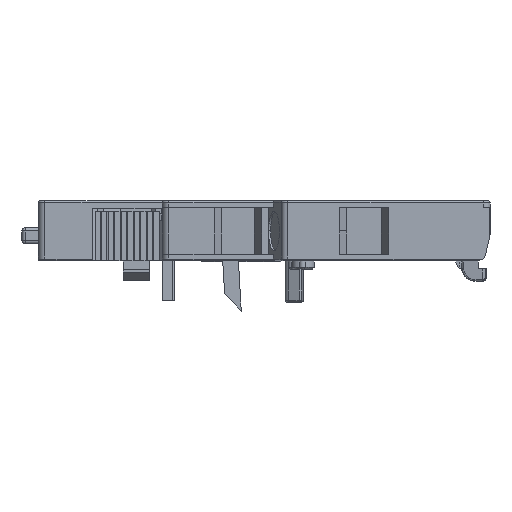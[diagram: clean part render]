
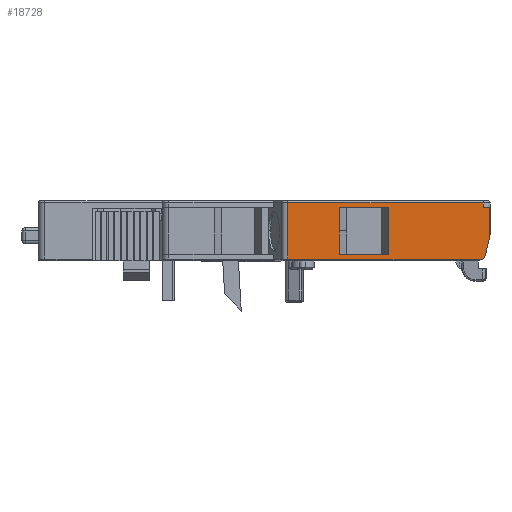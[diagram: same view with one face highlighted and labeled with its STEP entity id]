
A CAD part, left-side view. The second image highlights one B-rep face of the part: STEP entity #18728.
In plain terms, the highlighted planar face has unit normal (-1, 0, 0).
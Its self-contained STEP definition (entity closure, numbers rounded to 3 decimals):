
#2856=DIRECTION('',(0.,-1.,0.));
#2857=VECTOR('',#2856,1.);
#2858=CARTESIAN_POINT('',(-44.5,-49.2,8.2));
#2859=LINE('',#2858,#2857);
#2860=DIRECTION('',(0.,0.,-1.));
#2861=VECTOR('',#2860,0.7);
#2862=CARTESIAN_POINT('',(-44.5,-49.2,8.9));
#2863=LINE('',#2862,#2861);
#2868=DIRECTION('',(0.,0.,1.));
#2869=VECTOR('',#2868,4.2);
#2870=CARTESIAN_POINT('',(-44.5,-50.2,4.));
#2871=LINE('',#2870,#2869);
#2872=DIRECTION('',(0.,-0.22,0.976));
#2873=VECTOR('',#2872,3.117);
#2874=CARTESIAN_POINT('',(-44.5,-49.516,0.959));
#2875=LINE('',#2874,#2873);
#2876=CARTESIAN_POINT('',(-44.5,-48.54,1.178));
#2877=DIRECTION('',(-1.,0.,0.));
#2878=DIRECTION('',(0.,-0.478,-0.878));
#2879=AXIS2_PLACEMENT_3D('',#2876,#2877,#2878);
#2881=DIRECTION('',(0.,-1.,0.));
#2882=VECTOR('',#2881,7.601);
#2883=CARTESIAN_POINT('',(-44.5,-27.1,8.2));
#2884=LINE('',#2883,#2882);
#2889=DIRECTION('',(0.,0.,-1.));
#2890=VECTOR('',#2889,8.6);
#2891=CARTESIAN_POINT('',(-44.5,-19.2,8.9));
#2892=LINE('',#2891,#2890);
#5084=DIRECTION('',(0.,-1.,0.));
#5085=VECTOR('',#5084,30.);
#5086=CARTESIAN_POINT('',(-44.5,-19.2,8.9));
#5087=LINE('',#5086,#5085);
#7673=DIRECTION('',(0.,1.,0.));
#7674=VECTOR('',#7673,29.818);
#7675=CARTESIAN_POINT('',(-44.5,-49.018,0.3));
#7676=LINE('',#7675,#7674);
#7682=CARTESIAN_POINT('',(-44.5,-49.018,0.3));
#7760=DIRECTION('',(0.,0.,1.));
#7761=VECTOR('',#7760,7.2);
#7762=CARTESIAN_POINT('',(-44.5,-34.701,1.));
#7763=LINE('',#7762,#7761);
#7768=DIRECTION('',(0.,-1.,0.));
#7769=VECTOR('',#7768,7.602);
#7770=CARTESIAN_POINT('',(-44.5,-27.099,1.));
#7771=LINE('',#7770,#7769);
#7780=DIRECTION('',(0.,0.,-1.));
#7781=VECTOR('',#7780,3.6);
#7782=CARTESIAN_POINT('',(-44.5,-27.099,4.6));
#7783=LINE('',#7782,#7781);
#7792=DIRECTION('',(0.,1.,0.));
#7793=VECTOR('',#7792,0.001);
#7794=CARTESIAN_POINT('',(-44.5,-27.1,4.6));
#7795=LINE('',#7794,#7793);
#7804=DIRECTION('',(0.,0.,-1.));
#7805=VECTOR('',#7804,3.6);
#7806=CARTESIAN_POINT('',(-44.5,-27.1,8.2));
#7807=LINE('',#7806,#7805);
#10685=CARTESIAN_POINT('',(-44.5,-50.2,4.));
#10686=VERTEX_POINT('',#10685);
#10687=CARTESIAN_POINT('',(-44.5,-50.2,8.2));
#10688=VERTEX_POINT('',#10687);
#10691=CARTESIAN_POINT('',(-44.5,-49.516,0.959));
#10692=VERTEX_POINT('',#10691);
#10693=VERTEX_POINT('',#7682);
#10694=CARTESIAN_POINT('',(-44.5,-19.2,0.3));
#10695=VERTEX_POINT('',#10694);
#10696=CARTESIAN_POINT('',(-44.5,-27.099,1.));
#10697=CARTESIAN_POINT('',(-44.5,-34.701,1.));
#10698=VERTEX_POINT('',#10696);
#10699=VERTEX_POINT('',#10697);
#12269=CARTESIAN_POINT('',(-44.5,-19.2,8.9));
#12270=VERTEX_POINT('',#12269);
#12271=CARTESIAN_POINT('',(-44.5,-49.2,8.9));
#12272=VERTEX_POINT('',#12271);
#12273=CARTESIAN_POINT('',(-44.5,-27.1,8.2));
#12274=CARTESIAN_POINT('',(-44.5,-27.1,4.6));
#12275=VERTEX_POINT('',#12273);
#12276=VERTEX_POINT('',#12274);
#12435=CARTESIAN_POINT('',(-44.5,-49.2,8.2));
#12437=VERTEX_POINT('',#12435);
#12451=CARTESIAN_POINT('',(-44.5,-27.099,4.6));
#12452=VERTEX_POINT('',#12451);
#12453=CARTESIAN_POINT('',(-44.5,-34.701,8.2));
#12454=VERTEX_POINT('',#12453);
#18697=CARTESIAN_POINT('',(-44.5,-18.2,0.));
#18698=DIRECTION('',(-1.,0.,0.));
#18699=DIRECTION('',(0.,-1.,0.));
#18700=AXIS2_PLACEMENT_3D('',#18697,#18698,#18699);
#18701=PLANE('',#18700);
#18703=ORIENTED_EDGE('',*,*,#18702,.F.);
#18705=ORIENTED_EDGE('',*,*,#18704,.T.);
#18706=ORIENTED_EDGE('',*,*,#18681,.T.);
#18707=ORIENTED_EDGE('',*,*,#18663,.T.);
#18708=ORIENTED_EDGE('',*,*,#18643,.F.);
#18709=ORIENTED_EDGE('',*,*,#18617,.F.);
#18710=ORIENTED_EDGE('',*,*,#18595,.F.);
#18712=ORIENTED_EDGE('',*,*,#18711,.T.);
#18713=EDGE_LOOP('',(#18703,#18705,#18706,#18707,#18708,#18709,#18710,#18712));
#18714=FACE_OUTER_BOUND('',#18713,.F.);
#18716=ORIENTED_EDGE('',*,*,#18715,.T.);
#18717=ORIENTED_EDGE('',*,*,#14852,.F.);
#18719=ORIENTED_EDGE('',*,*,#18718,.T.);
#18721=ORIENTED_EDGE('',*,*,#18720,.T.);
#18723=ORIENTED_EDGE('',*,*,#18722,.T.);
#18725=ORIENTED_EDGE('',*,*,#18724,.T.);
#18726=EDGE_LOOP('',(#18716,#18717,#18719,#18721,#18723,#18725));
#18727=FACE_BOUND('',#18726,.F.);
#18728=ADVANCED_FACE('',(#18714,#18727),#18701,.T.);
#2880=CIRCLE('',#2879,1.);
#14852=EDGE_CURVE('',#12275,#12454,#2884,.T.);
#18595=EDGE_CURVE('',#10693,#10692,#2880,.T.);
#18617=EDGE_CURVE('',#10692,#10686,#2875,.T.);
#18643=EDGE_CURVE('',#10686,#10688,#2871,.T.);
#18663=EDGE_CURVE('',#12437,#10688,#2859,.T.);
#18681=EDGE_CURVE('',#12272,#12437,#2863,.T.);
#18702=EDGE_CURVE('',#12270,#10695,#2892,.T.);
#18704=EDGE_CURVE('',#12270,#12272,#5087,.T.);
#18711=EDGE_CURVE('',#10693,#10695,#7676,.T.);
#18715=EDGE_CURVE('',#10699,#12454,#7763,.T.);
#18718=EDGE_CURVE('',#12275,#12276,#7807,.T.);
#18720=EDGE_CURVE('',#12276,#12452,#7795,.T.);
#18722=EDGE_CURVE('',#12452,#10698,#7783,.T.);
#18724=EDGE_CURVE('',#10698,#10699,#7771,.T.);
